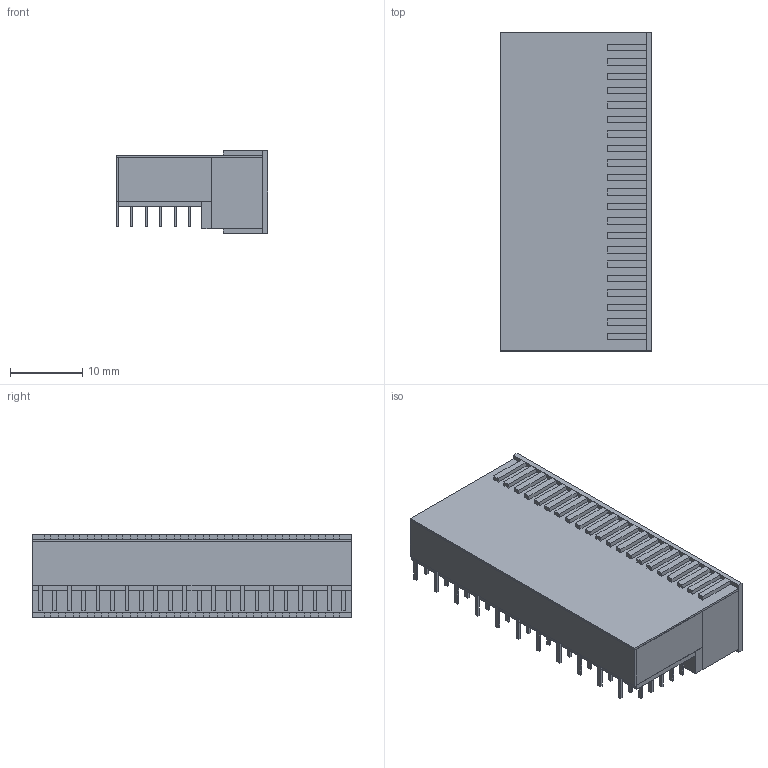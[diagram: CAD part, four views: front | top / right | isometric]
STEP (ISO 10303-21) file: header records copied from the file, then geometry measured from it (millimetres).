
FILE_DESCRIPTION((''),'2;1');
FILE_NAME('FCI_HM2R70PA5108N9LF.stp','2011-11-07T12:22:16',(''),(''),'Mechanical Desktop 2011','Mechanical Desktop 2011',', , ');
FILE_SCHEMA(('AUTOMOTIVE_DESIGN { 1 2 10303 214 1 1 1 1 }'));
Length unit declared in the file: millimetre
Products named in the file (1): Product
Bounding box: 20.95 x 44 x 11.4 mm (x, y, z)
Volume: 8006.1 mm3; surface area: 9952.9 mm2
Topology: 170 solids, 170 shells, 1070 faces, 2160 edges, 1440 vertices
Faces by surface type: plane 1030, bspline 40
Entity records: 27147 total; most frequent: CARTESIAN_POINT 4791, ORIENTED_EDGE 4320, DIRECTION 4222, VECTOR 2160, LINE 2160, EDGE_CURVE 2160, VERTEX_POINT 1440, EDGE_LOOP 1080
